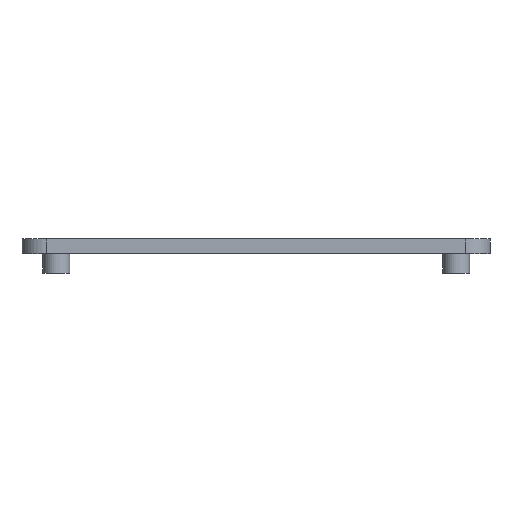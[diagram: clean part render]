
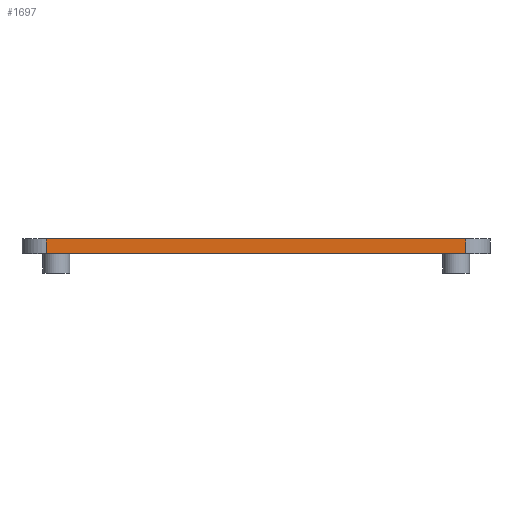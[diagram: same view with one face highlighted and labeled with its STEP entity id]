
A CAD part, front view. The second image highlights one B-rep face of the part: STEP entity #1697.
In plain terms, the highlighted planar face has unit normal (0, -1, 0).
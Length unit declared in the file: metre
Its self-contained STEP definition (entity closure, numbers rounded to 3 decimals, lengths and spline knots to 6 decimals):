
#250=ORIENTED_EDGE('',*,*,#613,.T.);
#251=ORIENTED_EDGE('',*,*,#709,.T.);
#252=ORIENTED_EDGE('',*,*,#696,.F.);
#253=ORIENTED_EDGE('',*,*,#710,.T.);
#613=EDGE_CURVE('',#852,#851,#1005,.T.);
#696=EDGE_CURVE('',#930,#931,#1073,.T.);
#709=EDGE_CURVE('',#851,#931,#1078,.F.);
#710=EDGE_CURVE('',#930,#852,#1079,.T.);
#851=VERTEX_POINT('',#2498);
#852=VERTEX_POINT('',#2500);
#930=VERTEX_POINT('',#2669);
#931=VERTEX_POINT('',#2670);
#1005=LINE('',#2499,#1206);
#1073=LINE('',#2668,#1274);
#1078=LINE('',#2699,#1279);
#1079=LINE('',#2700,#1280);
#1206=VECTOR('',#1991,1.);
#1274=VECTOR('',#2097,1.);
#1279=VECTOR('',#2134,1.);
#1280=VECTOR('',#2135,1.);
#1403=EDGE_LOOP('',(#250,#251,#252,#253));
#1537=FACE_BOUND('',#1403,.T.);
#1621=PLANE('',#1829);
#1697=ADVANCED_FACE('',(#1537),#1621,.F.);
#1829=AXIS2_PLACEMENT_3D('',#2698,#2132,#2133);
#1991=DIRECTION('',(1.,0.,0.));
#2097=DIRECTION('',(1.,0.,0.));
#2132=DIRECTION('',(0.,1.,0.));
#2133=DIRECTION('',(0.,0.,1.));
#2134=DIRECTION('',(0.,0.,-1.));
#2135=DIRECTION('',(0.,0.,-1.));
#2498=CARTESIAN_POINT('',(0.19416,-0.14481,0.00537));
#2499=CARTESIAN_POINT('',(0.15132,-0.14481,0.00537));
#2500=CARTESIAN_POINT('',(0.10848,-0.14481,0.00537));
#2668=CARTESIAN_POINT('',(0.15132,-0.14481,0.00837));
#2669=CARTESIAN_POINT('',(0.10848,-0.14481,0.00837));
#2670=CARTESIAN_POINT('',(0.19416,-0.14481,0.00837));
#2698=CARTESIAN_POINT('',(0.15132,-0.14481,0.00837));
#2699=CARTESIAN_POINT('',(0.19416,-0.14481,0.00837));
#2700=CARTESIAN_POINT('',(0.10848,-0.14481,0.00837));
